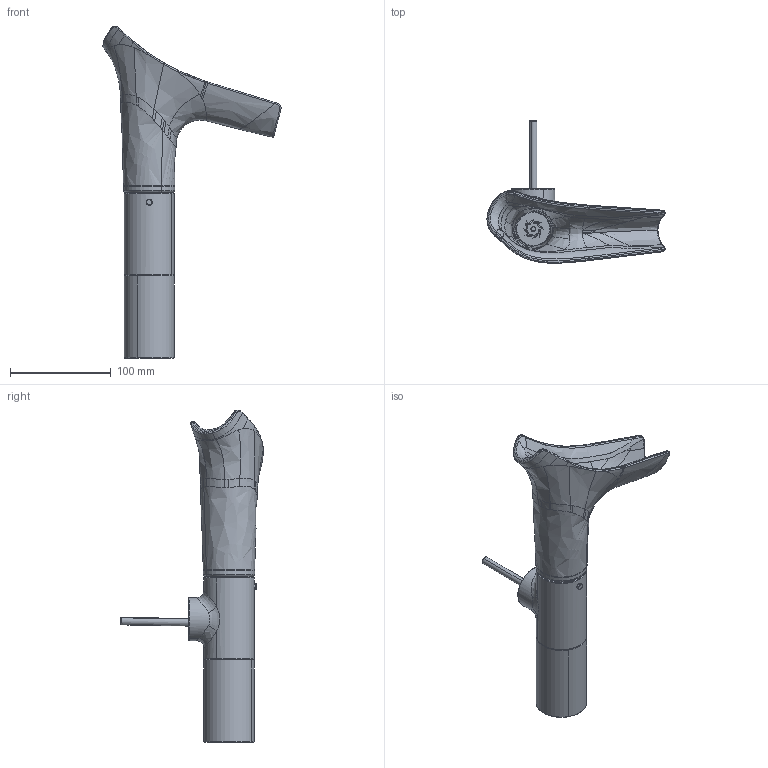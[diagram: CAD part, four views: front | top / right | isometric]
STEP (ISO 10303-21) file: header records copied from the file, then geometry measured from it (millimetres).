
FILE_DESCRIPTION(('CAx-IF Rec.Pracs.---Model Styling and Organization---1.2---2011-12-15','CAx-IF Rec.Pracs.---Geometric and Assembly Validation Properties---4.1---2014-06-16','CAx-IF Rec.Pracs.---PMI Polyline Presentation---2.0---2013-05-24'),'2;1');
FILE_NAME('1000139599_PPR_000.stp','2019-11-11T12:45:43+01:00',(''),(''),'STEP Interface 4.1 by CT CoreTechnologie','3D_Evolution4.1 by CT CoreTechnologie','');
FILE_SCHEMA(('AP203_CONFIGURATION_CONTROLLED_3D_DESIGN_OF_MECHANICAL_PARTS_AND_ASSEMBLIES_MIM_LF'));
Length unit declared in the file: millimetre
Products named in the file (12): P_2 WTM Highriser Glasmischer AX Starck 1000139599_PPR_000_A0; P_2 GK Glasmischer 50 AXOR Starck 1000095723_PPA_000_A0; P_2 Griff Glasmischer AX Starck 1000095685_PPA_000_A0; P_2 Gleitstueck WTM Citterio 2 1000083323_PPA_000_A0; P_2 Abdeckring Glasmischer 50 AXORStarck 1000095697_PPA_000_A0; P_2 Kanne kpl. Glasmischer AXOR Starck 1000126123_PPR_000_A0; P_2 Steckaufsatz Glasmischer 50Ax Starck 1000095724_PPA_000_A0; P_2 Glaskanne WTM Glasmischer AX Starck 1000126121_PPA_000_A0; P_2 Strahlkoerper Glasmis. 50 AX Starck 1000126122_PPA_000_A0; Klebepad Glasmischer 50 AX Starck 1000091287_PPA_000_A0; P_2 Verlaengerung WTM Highriser Glasmis. 1000139597_PPA_000_A0; P_2 Raster Glasmischer 50 AX Starck 1000095725_PPA_000_A0
Assembly tree (11 placements, depth 3):
  P_2 WTM Highriser Glasmischer AX Starck 1000139599_PPR_000_A0
    P_2 GK Glasmischer 50 AXOR Starck 1000095723_PPA_000_A0
    P_2 Griff Glasmischer AX Starck 1000095685_PPA_000_A0
    P_2 Gleitstueck WTM Citterio 2 1000083323_PPA_000_A0
    P_2 Abdeckring Glasmischer 50 AXORStarck 1000095697_PPA_000_A0
    P_2 Kanne kpl. Glasmischer AXOR Starck 1000126123_PPR_000_A0
      P_2 Steckaufsatz Glasmischer 50Ax Starck 1000095724_PPA_000_A0
      P_2 Glaskanne WTM Glasmischer AX Starck 1000126121_PPA_000_A0
      P_2 Strahlkoerper Glasmis. 50 AX Starck 1000126122_PPA_000_A0
      Klebepad Glasmischer 50 AX Starck 1000091287_PPA_000_A0
    P_2 Verlaengerung WTM Highriser Glasmis. 1000139597_PPA_000_A0
    P_2 Raster Glasmischer 50 AX Starck 1000095725_PPA_000_A0
Bounding box: 176.83 x 141.68 x 329.75 mm (x, y, z)
Volume: 590571.6 mm3; surface area: 114436.5 mm2
Topology: 10 solids, 10 shells, 353 faces, 1046 edges, 722 vertices
Faces by surface type: bspline 237, cylinder 73, plane 43
Entity records: 49724 total; most frequent: CARTESIAN_POINT 36138, ORIENTED_EDGE 2092, DIRECTION 1431, EDGE_CURVE 1046, VERTEX_POINT 722, AXIS2_PLACEMENT_3D 581, CIRCLE 453, EDGE_LOOP 386
